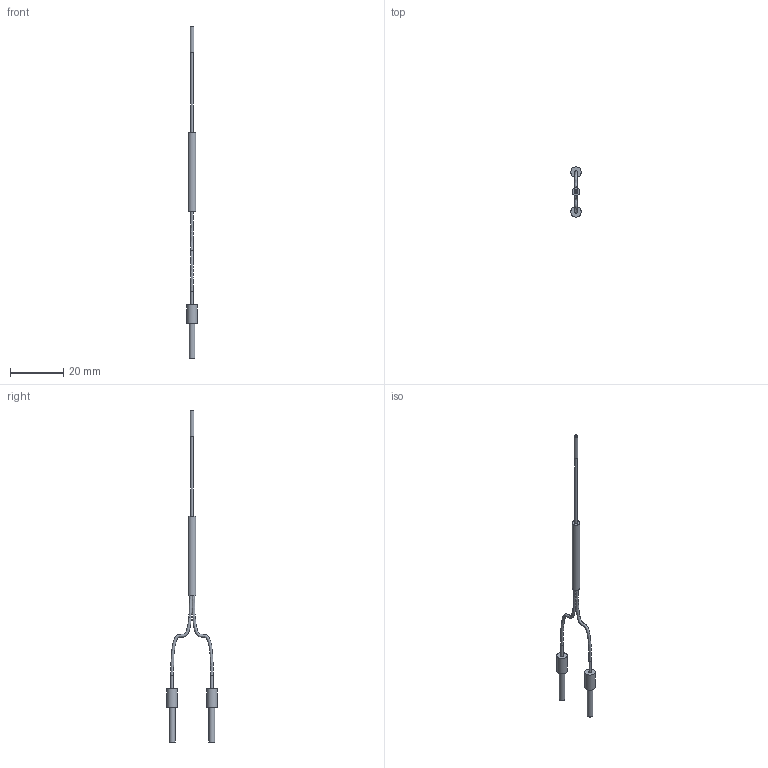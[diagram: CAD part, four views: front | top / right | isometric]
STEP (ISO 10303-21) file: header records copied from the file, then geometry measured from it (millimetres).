
FILE_DESCRIPTION(/* description */ (''),/* implementation_level */ '2;1');
FILE_NAME(/* name */ 'GPF-D036.stp',/* time_stamp */ '2018-12-14T18:03:10+09:00',/* author */ ('user'),/* organization */ (''),/* preprocessor_version */ 'ST-DEVELOPER v17',/* originating_system */ 'Autodesk Inventor 2018',/* authorisation */ '');
FILE_SCHEMA (('AUTOMOTIVE_DESIGN { 1 0 10303 214 3 1 1 }'));
Length unit declared in the file: millimetre
Products named in the file (1): GPF-D016-FA250-2.5-LENS
Bounding box: 4 x 19 x 125 mm (x, y, z)
Volume: 587.9 mm3; surface area: 1083 mm2
Topology: 1 solids, 1 shells, 33 faces, 56 edges, 37 vertices
Faces by surface type: plane 16, cylinder 15, bspline 2
Full cylindrical faces by diameter (mm): 0.265 x4, 0.65 x1, 1 x4, 1.5 x1, 2.2 x2, 3 x1, 4 x2
Entity records: 1265 total; most frequent: CARTESIAN_POINT 572, DIRECTION 145, ORIENTED_EDGE 108, AXIS2_PLACEMENT_3D 65, EDGE_CURVE 54, EDGE_LOOP 46, VERTEX_POINT 36, FACE_OUTER_BOUND 33
